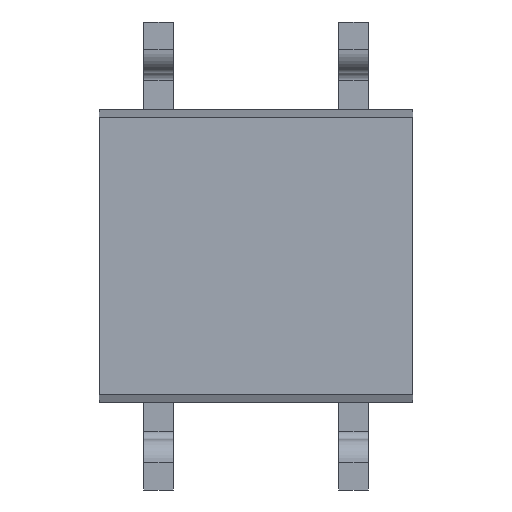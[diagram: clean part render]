
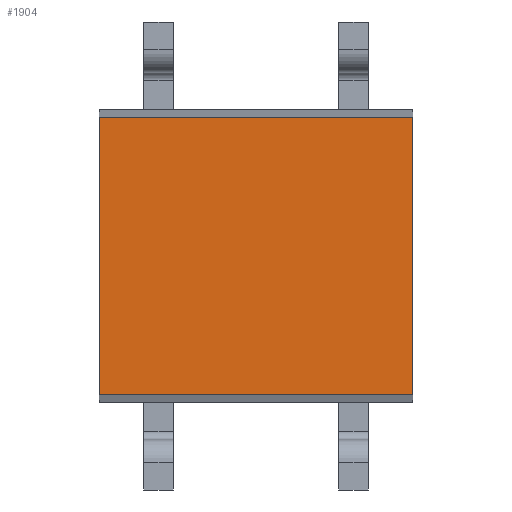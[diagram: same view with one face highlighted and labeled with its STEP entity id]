
A CAD part, front view. The second image highlights one B-rep face of the part: STEP entity #1904.
In plain terms, the highlighted planar face has unit normal (0, -1, 0).
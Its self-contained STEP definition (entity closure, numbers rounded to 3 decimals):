
#32 = VERTEX_POINT ( 'NONE', #738 ) ;
#470 = ORIENTED_EDGE ( 'NONE', *, *, #568, .F. ) ;
#517 = FACE_OUTER_BOUND ( 'NONE', #3650, .T. ) ;
#568 = EDGE_CURVE ( 'NONE', #1922, #597, #1096, .T. ) ;
#597 = VERTEX_POINT ( 'NONE', #2416 ) ;
#649 = EDGE_CURVE ( 'NONE', #1922, #1600, #2435, .T. ) ;
#719 = LINE ( 'NONE', #2439, #2063 ) ;
#738 = CARTESIAN_POINT ( 'NONE',  ( -2.044, 0.064, -1.805 ) ) ;
#1079 = CARTESIAN_POINT ( 'NONE',  ( 0., 0.064, -1.805 ) ) ;
#1084 = LINE ( 'NONE', #1079, #3280 ) ;
#1090 = CARTESIAN_POINT ( 'NONE',  ( 0., 0.064, 0. ) ) ;
#1096 = LINE ( 'NONE', #1777, #3893 ) ;
#1115 = DIRECTION ( 'NONE',  ( 0., 1., 0. ) ) ;
#1313 = AXIS2_PLACEMENT_3D ( 'NONE', #1090, #1115, #1727 ) ;
#1600 = VERTEX_POINT ( 'NONE', #3159 ) ;
#1727 = DIRECTION ( 'NONE',  ( 0., 0., 1. ) ) ;
#1777 = CARTESIAN_POINT ( 'NONE',  ( 2.045, 0.064, -1.905 ) ) ;
#1829 = DIRECTION ( 'NONE',  ( 0., 0., 1. ) ) ;
#1904 = ADVANCED_FACE ( 'NONE', ( #517 ), #3399, .F. ) ;
#1922 = VERTEX_POINT ( 'NONE', #2983 ) ;
#2016 = ORIENTED_EDGE ( 'NONE', *, *, #649, .T. ) ;
#2063 = VECTOR ( 'NONE', #1829, 1000. ) ;
#2167 = DIRECTION ( 'NONE',  ( -1., 0., 0. ) ) ;
#2393 = ORIENTED_EDGE ( 'NONE', *, *, #3985, .F. ) ;
#2416 = CARTESIAN_POINT ( 'NONE',  ( 2.045, 0.064, -1.805 ) ) ;
#2435 = LINE ( 'NONE', #3395, #3595 ) ;
#2439 = CARTESIAN_POINT ( 'NONE',  ( -2.044, 0.064, -1.905 ) ) ;
#2983 = CARTESIAN_POINT ( 'NONE',  ( 2.045, 0.064, 1.805 ) ) ;
#3035 = EDGE_CURVE ( 'NONE', #32, #597, #1084, .T. ) ;
#3159 = CARTESIAN_POINT ( 'NONE',  ( -2.044, 0.064, 1.805 ) ) ;
#3280 = VECTOR ( 'NONE', #3968, 1000. ) ;
#3395 = CARTESIAN_POINT ( 'NONE',  ( 0., 0.064, 1.805 ) ) ;
#3399 = PLANE ( 'NONE',  #1313 ) ;
#3595 = VECTOR ( 'NONE', #2167, 1000. ) ;
#3650 = EDGE_LOOP ( 'NONE', ( #2393, #3853, #470, #2016 ) ) ;
#3670 = DIRECTION ( 'NONE',  ( 0., 0., -1. ) ) ;
#3853 = ORIENTED_EDGE ( 'NONE', *, *, #3035, .T. ) ;
#3893 = VECTOR ( 'NONE', #3670, 1000. ) ;
#3968 = DIRECTION ( 'NONE',  ( 1., 0., 0. ) ) ;
#3985 = EDGE_CURVE ( 'NONE', #32, #1600, #719, .T. ) ;
